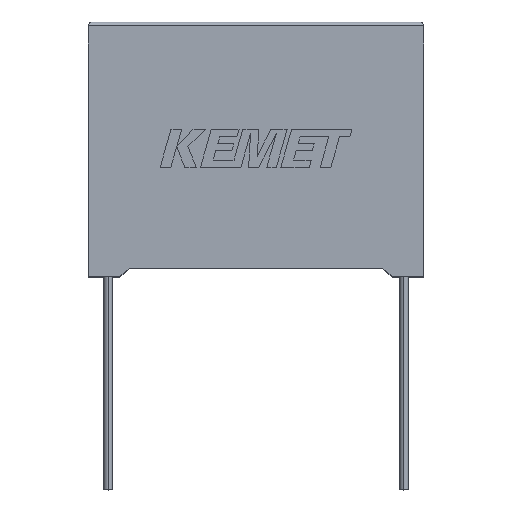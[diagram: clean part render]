
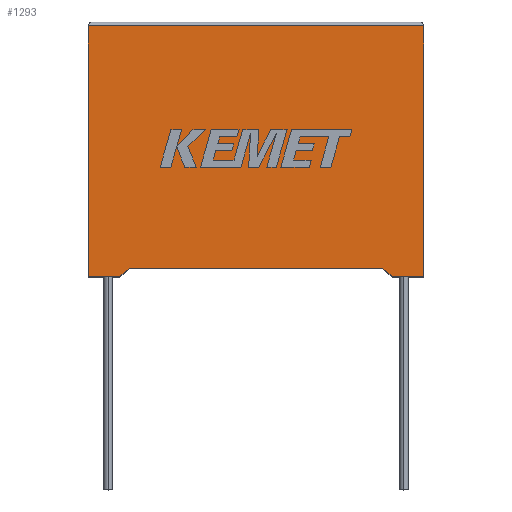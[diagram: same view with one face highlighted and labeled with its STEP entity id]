
A CAD part, top view. The second image highlights one B-rep face of the part: STEP entity #1293.
In plain terms, the highlighted planar face has unit normal (0, 0, 1).
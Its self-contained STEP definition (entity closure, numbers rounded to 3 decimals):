
#71 = DIRECTION ( 'NONE',  ( -1., 0., 0. ) ) ;
#77 = VERTEX_POINT ( 'NONE', #2181 ) ;
#113 = EDGE_CURVE ( 'NONE', #77, #2318, #1230, .T. ) ;
#114 = ORIENTED_EDGE ( 'NONE', *, *, #1187, .T. ) ;
#153 = CARTESIAN_POINT ( 'NONE',  ( 42.5, 0., 19.3 ) ) ;
#163 = ORIENTED_EDGE ( 'NONE', *, *, #2996, .T. ) ;
#223 = CARTESIAN_POINT ( 'NONE',  ( 0., 0., 19.3 ) ) ;
#240 = CARTESIAN_POINT ( 'NONE',  ( 0., 0., 19.3 ) ) ;
#253 = VECTOR ( 'NONE', #925, 1000. ) ;
#282 = CARTESIAN_POINT ( 'NONE',  ( 4., 0., 19.3 ) ) ;
#416 = DIRECTION ( 'NONE',  ( 0., 1., 0. ) ) ;
#452 = ORIENTED_EDGE ( 'NONE', *, *, #113, .T. ) ;
#615 = VECTOR ( 'NONE', #838, 1000. ) ;
#668 = ORIENTED_EDGE ( 'NONE', *, *, #1680, .T. ) ;
#723 = VECTOR ( 'NONE', #71, 1000. ) ;
#756 = CARTESIAN_POINT ( 'NONE',  ( 42.5, 0., 19.3 ) ) ;
#766 = ORIENTED_EDGE ( 'NONE', *, *, #1131, .T. ) ;
#779 = CARTESIAN_POINT ( 'NONE',  ( 0., 31.8, 19.3 ) ) ;
#814 = VERTEX_POINT ( 'NONE', #2691 ) ;
#818 = VECTOR ( 'NONE', #1223, 1000. ) ;
#838 = DIRECTION ( 'NONE',  ( 1., 0., 0. ) ) ;
#925 = DIRECTION ( 'NONE',  ( 1., 0., 0. ) ) ;
#929 = LINE ( 'NONE', #1872, #2753 ) ;
#996 = DIRECTION ( 'NONE',  ( 0.727, -0.686, 0. ) ) ;
#1044 = DIRECTION ( 'NONE',  ( -1., 0., 0. ) ) ;
#1048 = CARTESIAN_POINT ( 'NONE',  ( 4., 0., 19.3 ) ) ;
#1050 = LINE ( 'NONE', #2947, #615 ) ;
#1053 = EDGE_CURVE ( 'NONE', #1904, #2901, #1189, .T. ) ;
#1060 = ORIENTED_EDGE ( 'NONE', *, *, #1567, .T. ) ;
#1114 = LINE ( 'NONE', #1633, #253 ) ;
#1131 = EDGE_CURVE ( 'NONE', #2951, #1280, #2554, .T. ) ;
#1138 = ORIENTED_EDGE ( 'NONE', *, *, #2808, .F. ) ;
#1187 = EDGE_CURVE ( 'NONE', #814, #2901, #1114, .T. ) ;
#1189 = LINE ( 'NONE', #1048, #1752 ) ;
#1223 = DIRECTION ( 'NONE',  ( 0., -1., 0. ) ) ;
#1230 = LINE ( 'NONE', #2852, #1694 ) ;
#1278 = VERTEX_POINT ( 'NONE', #1922 ) ;
#1280 = VERTEX_POINT ( 'NONE', #2864 ) ;
#1293 = ADVANCED_FACE ( 'NONE', ( #2116 ), #1697, .F. ) ;
#1509 = AXIS2_PLACEMENT_3D ( 'NONE', #240, #2208, #1044 ) ;
#1567 = EDGE_CURVE ( 'NONE', #1278, #814, #2589, .T. ) ;
#1633 = CARTESIAN_POINT ( 'NONE',  ( 0., 0., 19.3 ) ) ;
#1680 = EDGE_CURVE ( 'NONE', #1280, #1278, #1726, .T. ) ;
#1694 = VECTOR ( 'NONE', #996, 1000. ) ;
#1697 = PLANE ( 'NONE',  #1509 ) ;
#1726 = LINE ( 'NONE', #779, #723 ) ;
#1752 = VECTOR ( 'NONE', #2477, 1000. ) ;
#1872 = CARTESIAN_POINT ( 'NONE',  ( 21.25, 1.114, 19.3 ) ) ;
#1898 = VECTOR ( 'NONE', #416, 1000. ) ;
#1904 = VERTEX_POINT ( 'NONE', #2380 ) ;
#1922 = CARTESIAN_POINT ( 'NONE',  ( 0., 31.8, 19.3 ) ) ;
#2116 = FACE_OUTER_BOUND ( 'NONE', #2134, .T. ) ;
#2134 = EDGE_LOOP ( 'NONE', ( #766, #668, #1060, #114, #2616, #1138, #452, #163 ) ) ;
#2181 = CARTESIAN_POINT ( 'NONE',  ( 37.32, 1.114, 19.3 ) ) ;
#2208 = DIRECTION ( 'NONE',  ( 0., 0., -1. ) ) ;
#2318 = VERTEX_POINT ( 'NONE', #2906 ) ;
#2370 = DIRECTION ( 'NONE',  ( -1., 0., 0. ) ) ;
#2380 = CARTESIAN_POINT ( 'NONE',  ( 5.18, 1.114, 19.3 ) ) ;
#2477 = DIRECTION ( 'NONE',  ( -0.727, -0.686, 0. ) ) ;
#2554 = LINE ( 'NONE', #153, #1898 ) ;
#2589 = LINE ( 'NONE', #223, #818 ) ;
#2616 = ORIENTED_EDGE ( 'NONE', *, *, #1053, .F. ) ;
#2691 = CARTESIAN_POINT ( 'NONE',  ( 0., 0., 19.3 ) ) ;
#2753 = VECTOR ( 'NONE', #2370, 1000. ) ;
#2808 = EDGE_CURVE ( 'NONE', #77, #1904, #929, .T. ) ;
#2852 = CARTESIAN_POINT ( 'NONE',  ( 38.5, 0., 19.3 ) ) ;
#2864 = CARTESIAN_POINT ( 'NONE',  ( 42.5, 31.8, 19.3 ) ) ;
#2901 = VERTEX_POINT ( 'NONE', #282 ) ;
#2906 = CARTESIAN_POINT ( 'NONE',  ( 38.5, 0., 19.3 ) ) ;
#2947 = CARTESIAN_POINT ( 'NONE',  ( 0., 0., 19.3 ) ) ;
#2951 = VERTEX_POINT ( 'NONE', #756 ) ;
#2996 = EDGE_CURVE ( 'NONE', #2318, #2951, #1050, .T. ) ;
